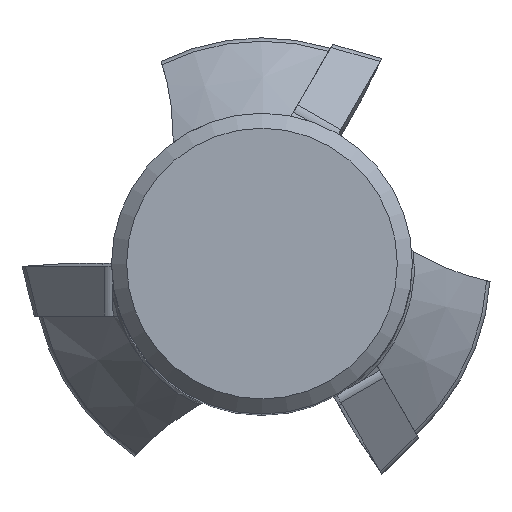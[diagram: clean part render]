
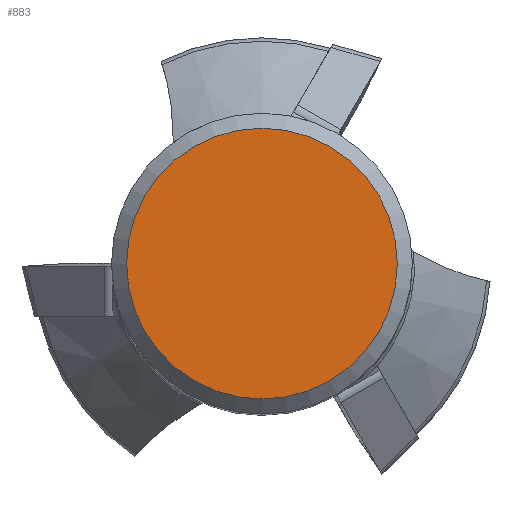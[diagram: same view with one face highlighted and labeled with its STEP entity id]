
A CAD part, top view. The second image highlights one B-rep face of the part: STEP entity #883.
In plain terms, the highlighted planar face has unit normal (0, 0, 1).
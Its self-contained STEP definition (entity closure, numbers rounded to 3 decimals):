
#694=FACE_OUTER_BOUND('',#1368,.T.);
#883=ADVANCED_FACE('CU_SU3',(#694),#1076,.F.);
#1076=PLANE('',#4058);
#1192=CIRCLE('',#4057,8.997);
#1368=EDGE_LOOP('',(#1798));
#1798=ORIENTED_EDGE('',*,*,#3226,.F.);
#2816=VERTEX_POINT('',#6239);
#3226=EDGE_CURVE('',#2816,#2816,#1192,.T.);
#4057=AXIS2_PLACEMENT_3D('',#6238,#4549,#4550);
#4058=AXIS2_PLACEMENT_3D('',#6240,#4551,#4552);
#4549=DIRECTION('',(0.,0.,-1.));
#4550=DIRECTION('',(-1.,0.,0.));
#4551=DIRECTION('',(0.,0.,-1.));
#4552=DIRECTION('',(-1.,0.,0.));
#6238=CARTESIAN_POINT('',(0.,0.,0.));
#6239=CARTESIAN_POINT('',(-8.997,0.,0.));
#6240=CARTESIAN_POINT('',(0.,0.,0.));
